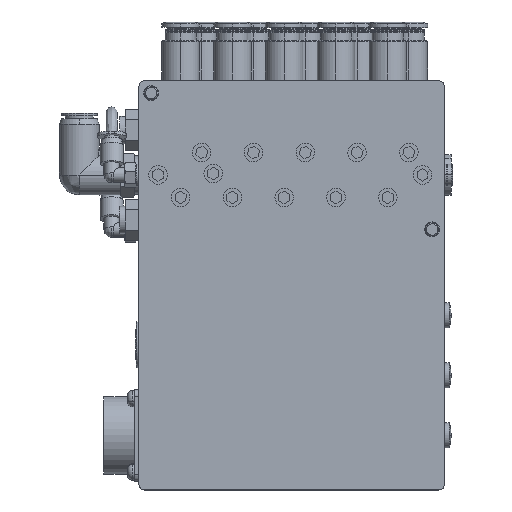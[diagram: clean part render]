
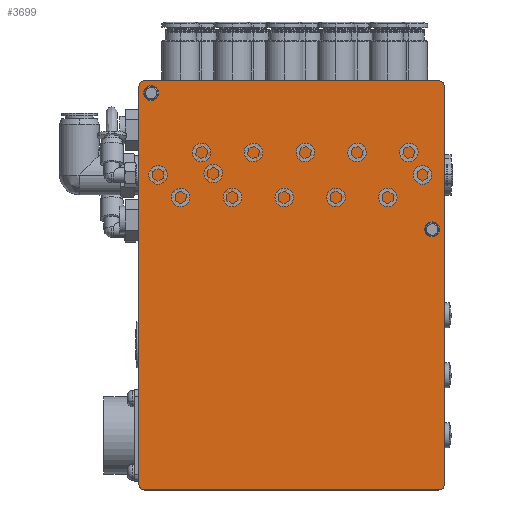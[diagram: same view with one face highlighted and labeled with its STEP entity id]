
A CAD part, top view. The second image highlights one B-rep face of the part: STEP entity #3699.
In plain terms, the highlighted planar face has unit normal (0, 0, 1).
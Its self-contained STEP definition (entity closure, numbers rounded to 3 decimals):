
#275 = ORIENTED_EDGE ( 'NONE', *, *, #25850, .T. ) ;
#820 = CARTESIAN_POINT ( 'NONE',  ( 56., 75., 42. ) ) ;
#1442 = VERTEX_POINT ( 'NONE', #10144 ) ;
#2101 = VECTOR ( 'NONE', #46521, 1000. ) ;
#3074 = VECTOR ( 'NONE', #6478, 1000. ) ;
#3294 = AXIS2_PLACEMENT_3D ( 'NONE', #19926, #59171, #25577 ) ;
#3581 = CIRCLE ( 'NONE', #36537, 2. ) ;
#3699 = ADVANCED_FACE ( 'NONE', ( #22531, #70800, #9296 ), #61704, .T. ) ;
#4132 = CARTESIAN_POINT ( 'NONE',  ( 54., 73., 42. ) ) ;
#5031 = DIRECTION ( 'NONE',  ( 0., 0., -1. ) ) ;
#5672 = ORIENTED_EDGE ( 'NONE', *, *, #28325, .T. ) ;
#5802 = ORIENTED_EDGE ( 'NONE', *, *, #72789, .T. ) ;
#6478 = DIRECTION ( 'NONE',  ( 0., 1., 0. ) ) ;
#8051 = CARTESIAN_POINT ( 'NONE',  ( -56., -73., 42. ) ) ;
#8298 = VERTEX_POINT ( 'NONE', #32595 ) ;
#8662 = CARTESIAN_POINT ( 'NONE',  ( 56., 73., 42. ) ) ;
#8892 = EDGE_CURVE ( 'NONE', #48123, #62552, #67593, .T. ) ;
#9296 = FACE_OUTER_BOUND ( 'NONE', #64358, .T. ) ;
#9803 = DIRECTION ( 'NONE',  ( 1., 0., 0. ) ) ;
#10144 = CARTESIAN_POINT ( 'NONE',  ( -54., -75., 42. ) ) ;
#10223 = VERTEX_POINT ( 'NONE', #8662 ) ;
#10702 = DIRECTION ( 'NONE',  ( -1., 0., 0. ) ) ;
#11081 = CARTESIAN_POINT ( 'NONE',  ( -48.75, 70.5, 42. ) ) ;
#11633 = ORIENTED_EDGE ( 'NONE', *, *, #8892, .T. ) ;
#11956 = DIRECTION ( 'NONE',  ( 0., 0., 1. ) ) ;
#12922 = VECTOR ( 'NONE', #63332, 1000. ) ;
#13027 = LINE ( 'NONE', #20045, #70988 ) ;
#13541 = EDGE_CURVE ( 'NONE', #8298, #67751, #30254, .T. ) ;
#14023 = CARTESIAN_POINT ( 'NONE',  ( 56., -73., 42. ) ) ;
#14810 = ORIENTED_EDGE ( 'NONE', *, *, #18449, .T. ) ;
#17072 = CIRCLE ( 'NONE', #38470, 2. ) ;
#17493 = VERTEX_POINT ( 'NONE', #66798 ) ;
#17981 = DIRECTION ( 'NONE',  ( 0., 0., 1. ) ) ;
#18449 = EDGE_CURVE ( 'NONE', #67751, #62731, #3581, .T. ) ;
#18783 = DIRECTION ( 'NONE',  ( 0., 0., 1. ) ) ;
#19597 = AXIS2_PLACEMENT_3D ( 'NONE', #21624, #60885, #27273 ) ;
#19926 = CARTESIAN_POINT ( 'NONE',  ( 51.5, 20.5, 42. ) ) ;
#20045 = CARTESIAN_POINT ( 'NONE',  ( -56., -75., 42. ) ) ;
#20540 = AXIS2_PLACEMENT_3D ( 'NONE', #45567, #11956, #51238 ) ;
#20970 = CIRCLE ( 'NONE', #38753, 2.75 ) ;
#21624 = CARTESIAN_POINT ( 'NONE',  ( -51.5, 70.5, 42. ) ) ;
#22531 = FACE_BOUND ( 'NONE', #53966, .T. ) ;
#22776 = CARTESIAN_POINT ( 'NONE',  ( 51.5, 20.5, 42. ) ) ;
#24051 = CARTESIAN_POINT ( 'NONE',  ( -56., 75., 42. ) ) ;
#25247 = VERTEX_POINT ( 'NONE', #25342 ) ;
#25342 = CARTESIAN_POINT ( 'NONE',  ( 48.75, 20.5, 42. ) ) ;
#25577 = DIRECTION ( 'NONE',  ( -1., 0., 0. ) ) ;
#25694 = DIRECTION ( 'NONE',  ( 1., 0., 0. ) ) ;
#25850 = EDGE_CURVE ( 'NONE', #1442, #65164, #13027, .T. ) ;
#26836 = VERTEX_POINT ( 'NONE', #8051 ) ;
#27273 = DIRECTION ( 'NONE',  ( -1., 0., 0. ) ) ;
#28325 = EDGE_CURVE ( 'NONE', #35895, #10223, #47919, .T. ) ;
#28420 = DIRECTION ( 'NONE',  ( -1., 0., 0. ) ) ;
#29280 = EDGE_CURVE ( 'NONE', #10223, #8298, #17072, .T. ) ;
#30243 = EDGE_CURVE ( 'NONE', #65164, #35895, #61901, .T. ) ;
#30254 = LINE ( 'NONE', #68633, #2101 ) ;
#32595 = CARTESIAN_POINT ( 'NONE',  ( 54., 75., 42. ) ) ;
#32902 = ORIENTED_EDGE ( 'NONE', *, *, #13541, .T. ) ;
#33087 = CIRCLE ( 'NONE', #19597, 2.75 ) ;
#35895 = VERTEX_POINT ( 'NONE', #14023 ) ;
#36537 = AXIS2_PLACEMENT_3D ( 'NONE', #51595, #17981, #57266 ) ;
#37020 = EDGE_CURVE ( 'NONE', #62552, #48123, #33087, .T. ) ;
#37471 = ORIENTED_EDGE ( 'NONE', *, *, #37587, .T. ) ;
#37587 = EDGE_CURVE ( 'NONE', #26836, #1442, #68992, .T. ) ;
#37793 = CARTESIAN_POINT ( 'NONE',  ( -56., -75., 42. ) ) ;
#38470 = AXIS2_PLACEMENT_3D ( 'NONE', #4132, #43422, #9803 ) ;
#38753 = AXIS2_PLACEMENT_3D ( 'NONE', #22776, #62047, #28420 ) ;
#39778 = ORIENTED_EDGE ( 'NONE', *, *, #30243, .T. ) ;
#41379 = EDGE_LOOP ( 'NONE', ( #5802, #54245 ) ) ;
#43422 = DIRECTION ( 'NONE',  ( 0., 0., 1. ) ) ;
#43871 = ORIENTED_EDGE ( 'NONE', *, *, #37020, .T. ) ;
#44850 = CARTESIAN_POINT ( 'NONE',  ( -54.25, 70.5, 42. ) ) ;
#45567 = CARTESIAN_POINT ( 'NONE',  ( -54., -73., 42. ) ) ;
#46116 = EDGE_CURVE ( 'NONE', #62731, #26836, #57759, .T. ) ;
#46521 = DIRECTION ( 'NONE',  ( -1., 0., 0. ) ) ;
#47705 = CARTESIAN_POINT ( 'NONE',  ( 54., -75., 42. ) ) ;
#47919 = LINE ( 'NONE', #820, #3074 ) ;
#48123 = VERTEX_POINT ( 'NONE', #11081 ) ;
#51238 = DIRECTION ( 'NONE',  ( 1., 0., 0. ) ) ;
#51595 = CARTESIAN_POINT ( 'NONE',  ( -54., 73., 42. ) ) ;
#52420 = CARTESIAN_POINT ( 'NONE',  ( 54., -73., 42. ) ) ;
#53447 = CARTESIAN_POINT ( 'NONE',  ( -56., 73., 42. ) ) ;
#53966 = EDGE_LOOP ( 'NONE', ( #43871, #11633 ) ) ;
#54245 = ORIENTED_EDGE ( 'NONE', *, *, #62276, .T. ) ;
#55215 = CARTESIAN_POINT ( 'NONE',  ( -54., 75., 42. ) ) ;
#55272 = DIRECTION ( 'NONE',  ( 1., 0., 0. ) ) ;
#57266 = DIRECTION ( 'NONE',  ( 1., 0., 0. ) ) ;
#57759 = LINE ( 'NONE', #24051, #12922 ) ;
#58069 = DIRECTION ( 'NONE',  ( 1., 0., 0. ) ) ;
#58423 = CIRCLE ( 'NONE', #3294, 2.75 ) ;
#59171 = DIRECTION ( 'NONE',  ( 0., 0., -1. ) ) ;
#60885 = DIRECTION ( 'NONE',  ( 0., 0., -1. ) ) ;
#61704 = PLANE ( 'NONE',  #70633 ) ;
#61901 = CIRCLE ( 'NONE', #68125, 2. ) ;
#61962 = AXIS2_PLACEMENT_3D ( 'NONE', #72293, #5031, #10702 ) ;
#62047 = DIRECTION ( 'NONE',  ( 0., 0., -1. ) ) ;
#62276 = EDGE_CURVE ( 'NONE', #17493, #25247, #58423, .T. ) ;
#62552 = VERTEX_POINT ( 'NONE', #44850 ) ;
#62731 = VERTEX_POINT ( 'NONE', #53447 ) ;
#62947 = ORIENTED_EDGE ( 'NONE', *, *, #46116, .T. ) ;
#63332 = DIRECTION ( 'NONE',  ( 0., -1., 0. ) ) ;
#64145 = ORIENTED_EDGE ( 'NONE', *, *, #29280, .T. ) ;
#64358 = EDGE_LOOP ( 'NONE', ( #5672, #64145, #32902, #14810, #62947, #37471, #275, #39778 ) ) ;
#65164 = VERTEX_POINT ( 'NONE', #47705 ) ;
#66798 = CARTESIAN_POINT ( 'NONE',  ( 54.25, 20.5, 42. ) ) ;
#67593 = CIRCLE ( 'NONE', #61962, 2.75 ) ;
#67751 = VERTEX_POINT ( 'NONE', #55215 ) ;
#68125 = AXIS2_PLACEMENT_3D ( 'NONE', #52420, #18783, #58069 ) ;
#68633 = CARTESIAN_POINT ( 'NONE',  ( -56., 75., 42. ) ) ;
#68992 = CIRCLE ( 'NONE', #20540, 2. ) ;
#69367 = DIRECTION ( 'NONE',  ( 0., 0., 1. ) ) ;
#70633 = AXIS2_PLACEMENT_3D ( 'NONE', #37793, #69367, #55272 ) ;
#70800 = FACE_BOUND ( 'NONE', #41379, .T. ) ;
#70988 = VECTOR ( 'NONE', #25694, 1000. ) ;
#72293 = CARTESIAN_POINT ( 'NONE',  ( -51.5, 70.5, 42. ) ) ;
#72789 = EDGE_CURVE ( 'NONE', #25247, #17493, #20970, .T. ) ;
